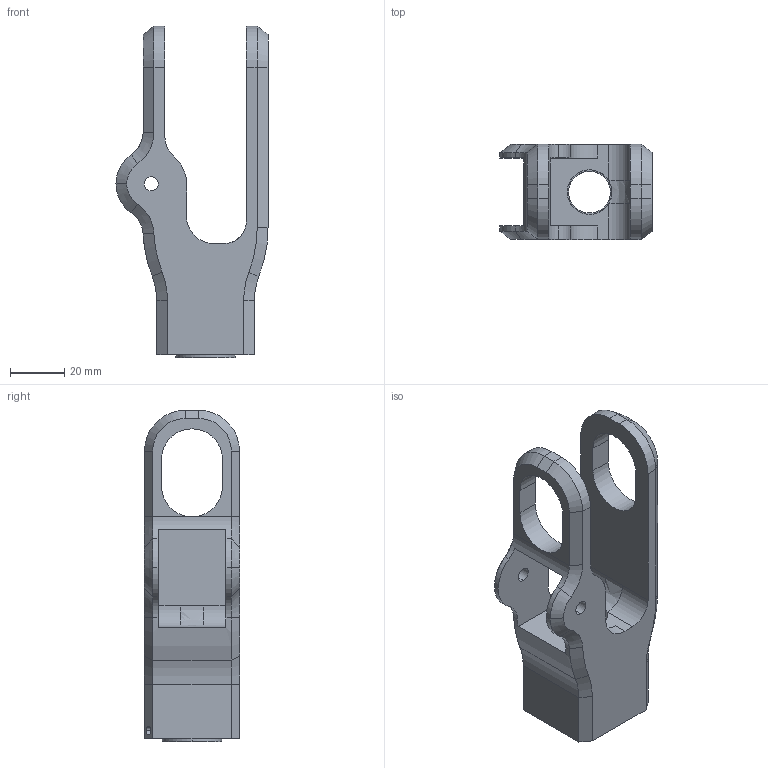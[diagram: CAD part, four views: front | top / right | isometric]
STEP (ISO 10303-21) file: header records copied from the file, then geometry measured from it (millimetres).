
FILE_DESCRIPTION (( 'STEP AP203' ), '1' );
FILE_NAME ('Rotation arm V3_Default_sldprt.STEP', '2025-10-23T01:46:28', ( '' ), ( '' ), 'SwSTEP 2.0', 'SolidWorks 2024', '' );
FILE_SCHEMA (( 'CONFIG_CONTROL_DESIGN' ));
Length unit declared in the file: millimetre
Products named in the file (1): Rotation arm V3_Default_sldprt
Bounding box: 56 x 35 x 122 mm (x, y, z)
Volume: 75150.9 mm3; surface area: 22906.9 mm2
Topology: 1 solids, 1 shells, 95 faces, 252 edges, 157 vertices
Faces by surface type: cylinder 40, plane 35, cone 19, bspline 1
Entity records: 3142 total; most frequent: CARTESIAN_POINT 603, DIRECTION 546, ORIENTED_EDGE 504, EDGE_CURVE 252, AXIS2_PLACEMENT_3D 202, VERTEX_POINT 157, LINE 142, VECTOR 142
